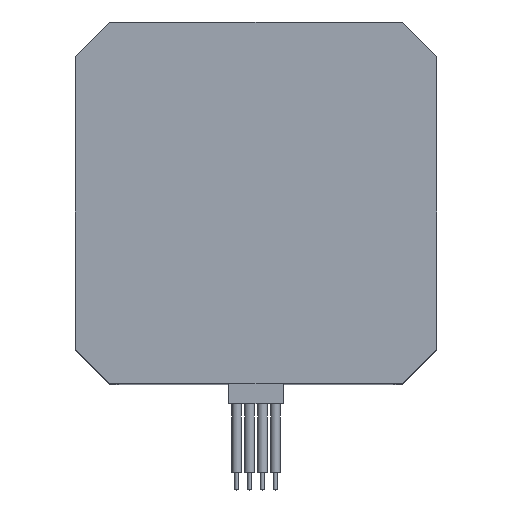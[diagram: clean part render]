
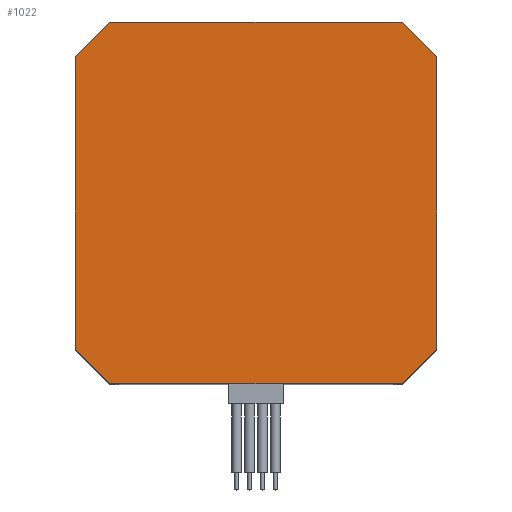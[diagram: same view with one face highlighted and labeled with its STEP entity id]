
A CAD part, top view. The second image highlights one B-rep face of the part: STEP entity #1022.
In plain terms, the highlighted planar face has unit normal (0, 0, 1).
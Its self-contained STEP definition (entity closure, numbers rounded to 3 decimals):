
#40=PLANE('',#1127);
#105=FACE_OUTER_BOUND('',#167,.T.);
#167=EDGE_LOOP('',(#835,#836,#837,#838,#839,#840,#841,#842));
#243=LINE('',#1577,#349);
#268=LINE('',#1628,#374);
#271=LINE('',#1633,#377);
#280=LINE('',#1650,#386);
#281=LINE('',#1652,#387);
#284=LINE('',#1658,#390);
#294=LINE('',#1677,#400);
#295=LINE('',#1679,#401);
#349=VECTOR('',#1289,1000.);
#374=VECTOR('',#1322,1000.);
#377=VECTOR('',#1327,1000.);
#386=VECTOR('',#1338,1000.);
#387=VECTOR('',#1341,1000.);
#390=VECTOR('',#1346,1000.);
#400=VECTOR('',#1358,1000.);
#401=VECTOR('',#1361,1000.);
#501=VERTEX_POINT('',#1574);
#502=VERTEX_POINT('',#1576);
#523=VERTEX_POINT('',#1625);
#524=VERTEX_POINT('',#1627);
#525=VERTEX_POINT('',#1631);
#532=VERTEX_POINT('',#1648);
#534=VERTEX_POINT('',#1656);
#542=VERTEX_POINT('',#1675);
#607=EDGE_CURVE('',#502,#501,#243,.T.);
#632=EDGE_CURVE('',#524,#523,#268,.T.);
#635=EDGE_CURVE('',#523,#525,#271,.T.);
#644=EDGE_CURVE('',#525,#532,#280,.T.);
#645=EDGE_CURVE('',#532,#502,#281,.T.);
#648=EDGE_CURVE('',#501,#534,#284,.T.);
#658=EDGE_CURVE('',#534,#542,#294,.T.);
#659=EDGE_CURVE('',#542,#524,#295,.T.);
#835=ORIENTED_EDGE('',*,*,#632,.T.);
#836=ORIENTED_EDGE('',*,*,#635,.T.);
#837=ORIENTED_EDGE('',*,*,#644,.T.);
#838=ORIENTED_EDGE('',*,*,#645,.T.);
#839=ORIENTED_EDGE('',*,*,#607,.T.);
#840=ORIENTED_EDGE('',*,*,#648,.T.);
#841=ORIENTED_EDGE('',*,*,#658,.T.);
#842=ORIENTED_EDGE('',*,*,#659,.T.);
#1022=ADVANCED_FACE('',(#105),#40,.F.);
#1127=AXIS2_PLACEMENT_3D('',#1680,#1362,#1363);
#1289=DIRECTION('',(1.,0.,0.));
#1322=DIRECTION('',(-1.,0.,0.));
#1327=DIRECTION('',(-0.707,-0.707,0.));
#1338=DIRECTION('',(0.,-1.,0.));
#1341=DIRECTION('',(0.707,-0.707,0.));
#1346=DIRECTION('',(0.707,0.707,0.));
#1358=DIRECTION('',(0.,1.,0.));
#1361=DIRECTION('',(-0.707,0.707,0.));
#1362=DIRECTION('center_axis',(0.,0.,-1.));
#1363=DIRECTION('ref_axis',(-1.,0.,0.));
#1574=CARTESIAN_POINT('',(17.,-21.,11.));
#1576=CARTESIAN_POINT('',(-17.,-21.,11.));
#1577=CARTESIAN_POINT('',(-17.,-21.,11.));
#1625=CARTESIAN_POINT('',(-17.,21.,11.));
#1627=CARTESIAN_POINT('',(17.,21.,11.));
#1628=CARTESIAN_POINT('',(-17.,21.,11.));
#1631=CARTESIAN_POINT('',(-21.,17.,11.));
#1633=CARTESIAN_POINT('',(-21.,17.,11.));
#1648=CARTESIAN_POINT('',(-21.,-17.,11.));
#1650=CARTESIAN_POINT('',(-21.,17.,11.));
#1652=CARTESIAN_POINT('',(-21.,-17.,11.));
#1656=CARTESIAN_POINT('',(21.,-17.,11.));
#1658=CARTESIAN_POINT('',(17.,-21.,11.));
#1675=CARTESIAN_POINT('',(21.,17.,11.));
#1677=CARTESIAN_POINT('',(21.,17.,11.));
#1679=CARTESIAN_POINT('',(17.,21.,11.));
#1680=CARTESIAN_POINT('Origin',(0.,0.,11.));
